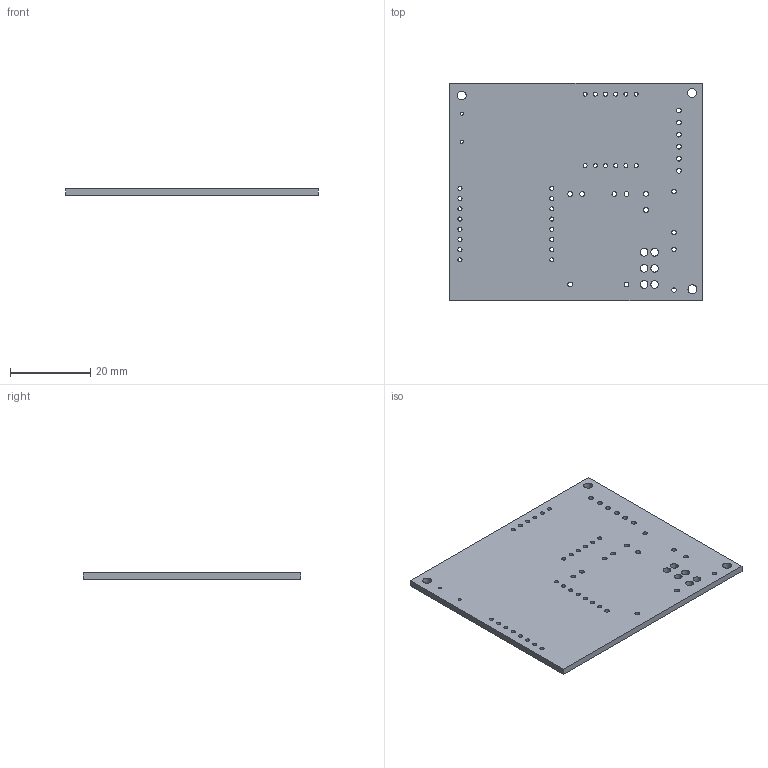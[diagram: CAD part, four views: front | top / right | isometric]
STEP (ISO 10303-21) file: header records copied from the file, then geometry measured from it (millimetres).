
FILE_DESCRIPTION(('KiCad electronic assembly'),'2;1');
FILE_NAME('SlimeVRMotherBoardV2.step','2023-01-29T17:56:36',('Pcbnew'),( 'Kicad'),'Open CASCADE STEP processor 7.6','KiCad to STEP converter' ,'Unknown');
FILE_SCHEMA(('AUTOMOTIVE_DESIGN { 1 0 10303 214 1 1 1 1 }'));
Length unit declared in the file: millimetre
Products named in the file (2): SlimeVRMotherBoardV2 1; SlimeVRMotherBoardV2 PCB
Assembly tree (1 placements, depth 2):
  SlimeVRMotherBoardV2 1
    SlimeVRMotherBoardV2 PCB
Bounding box: 62.89 x 54 x 1.6 mm (x, y, z)
Volume: 5316.9 mm3; surface area: 7366.8 mm2
Topology: 1 solids, 1 shells, 63 faces, 183 edges, 122 vertices
Faces by surface type: cylinder 57, plane 6
Full cylindrical faces by diameter (mm): 0.762 x2, 1 x12, 1.016 x16, 1.1 x4, 1.2 x14, 1.9 x6, 2.2 x3
Entity records: 5147 total; most frequent: CARTESIAN_POINT 1420, DIRECTION 679, ORIENTED_EDGE 366, PCURVE 366, DEFINITIONAL_REPRESENTATION 366, LINE 321, VECTOR 321, EDGE_CURVE 183
